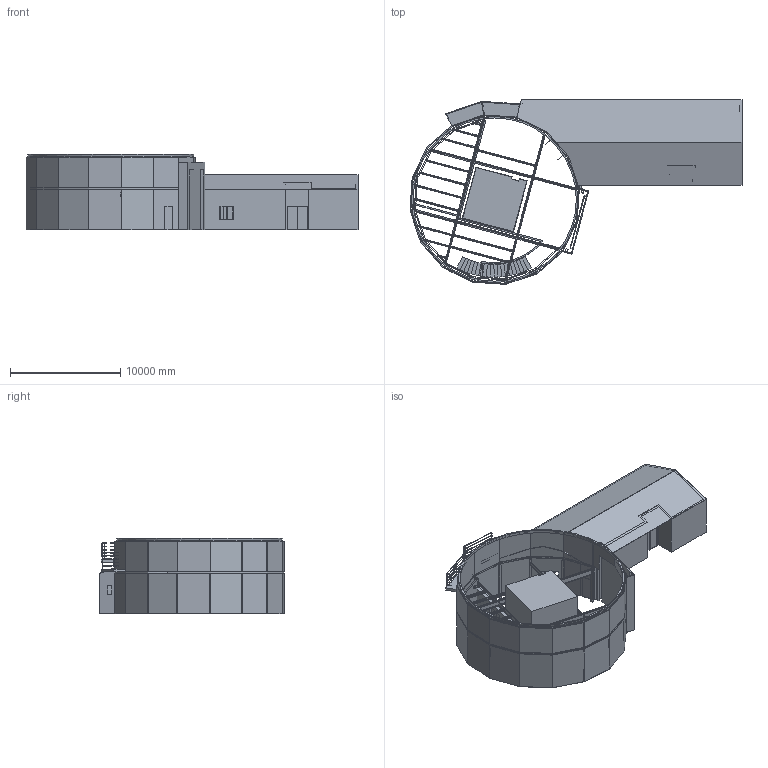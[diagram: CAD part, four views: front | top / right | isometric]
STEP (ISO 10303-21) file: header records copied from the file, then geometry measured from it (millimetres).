
FILE_DESCRIPTION (( 'STEP AP214' ), '1' );
FILE_NAME ('WORKING A1.STEP', '2015-04-01T13:03:05', ( '' ), ( '' ), 'SwSTEP 2.0', 'SolidWorks 2014', '' );
FILE_SCHEMA (( 'AUTOMOTIVE_DESIGN' ));
Length unit declared in the file: inch
Products named in the file (1): WORKING A1
Bounding box: 30170.23 x 16781.36 x 6858 mm (x, y, z)
Surface area: 2377376190.4 mm2 (no closed solid volume)
Topology: 0 solids, 155 shells, 1577 faces, 3947 edges, 2591 vertices
Faces by surface type: plane 1281, cylinder 294, cone 2
Entity records: 50185 total; most frequent: CARTESIAN_POINT 9295, ORIENTED_EDGE 7424, DIRECTION 7057, EDGE_CURVE 3947, LINE 3209, VECTOR 3209, VERTEX_POINT 2591, AXIS2_PLACEMENT_3D 1924
